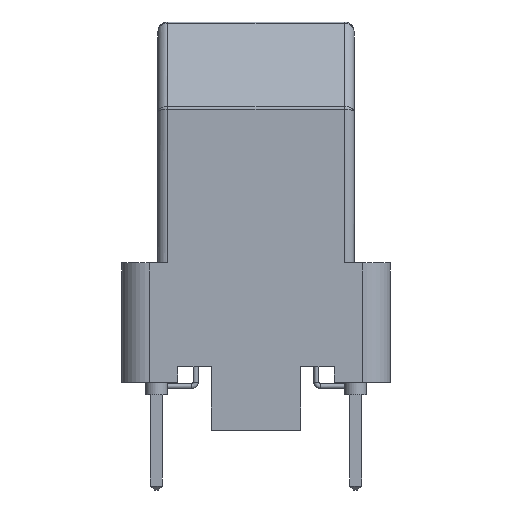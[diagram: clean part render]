
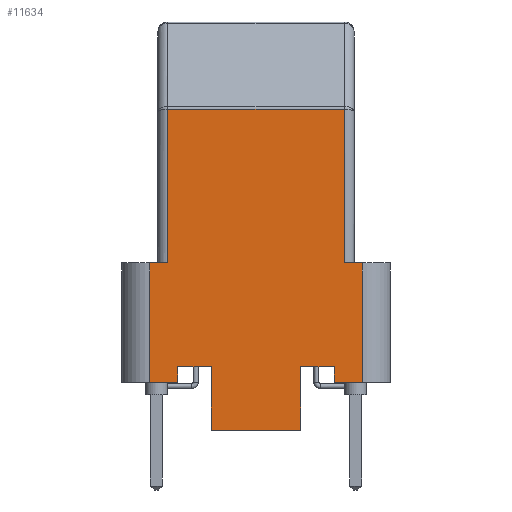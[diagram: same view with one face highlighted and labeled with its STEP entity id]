
A CAD part, front view. The second image highlights one B-rep face of the part: STEP entity #11634.
In plain terms, the highlighted face is planar.
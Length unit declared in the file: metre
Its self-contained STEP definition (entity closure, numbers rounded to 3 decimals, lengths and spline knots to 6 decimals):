
#246=LINE('',#19255,#854);
#265=LINE('',#19324,#873);
#268=LINE('',#19330,#876);
#273=LINE('',#19339,#881);
#274=LINE('',#19341,#882);
#498=LINE('',#21211,#1106);
#503=LINE('',#21253,#1111);
#514=LINE('',#21275,#1122);
#515=LINE('',#21277,#1123);
#516=LINE('',#21279,#1124);
#517=LINE('',#21281,#1125);
#518=LINE('',#21283,#1126);
#519=LINE('',#21284,#1127);
#520=LINE('',#21286,#1128);
#521=LINE('',#21288,#1129);
#522=LINE('',#21290,#1130);
#854=VECTOR('',#13343,1.);
#873=VECTOR('',#13410,1.);
#876=VECTOR('',#13415,1.);
#881=VECTOR('',#13424,1.);
#882=VECTOR('',#13427,1.);
#1106=VECTOR('',#13913,1.);
#1111=VECTOR('',#13926,1.);
#1122=VECTOR('',#13949,1.);
#1123=VECTOR('',#13950,1.);
#1124=VECTOR('',#13951,1.);
#1125=VECTOR('',#13952,1.);
#1126=VECTOR('',#13953,1.);
#1127=VECTOR('',#13954,1.);
#1128=VECTOR('',#13955,1.);
#1129=VECTOR('',#13956,1.);
#1130=VECTOR('',#13957,1.);
#1421=PLANE('',#12294);
#3065=ORIENTED_EDGE('',*,*,#4149,.T.);
#3066=ORIENTED_EDGE('',*,*,#4148,.F.);
#3067=ORIENTED_EDGE('',*,*,#4140,.F.);
#3068=ORIENTED_EDGE('',*,*,#4143,.T.);
#3069=ORIENTED_EDGE('',*,*,#4111,.T.);
#3070=ORIENTED_EDGE('',*,*,#4496,.T.);
#3071=ORIENTED_EDGE('',*,*,#4497,.F.);
#3072=ORIENTED_EDGE('',*,*,#4498,.F.);
#3073=ORIENTED_EDGE('',*,*,#4499,.T.);
#3074=ORIENTED_EDGE('',*,*,#4500,.T.);
#3075=ORIENTED_EDGE('',*,*,#4476,.F.);
#3076=ORIENTED_EDGE('',*,*,#4484,.F.);
#3077=ORIENTED_EDGE('',*,*,#4501,.F.);
#3078=ORIENTED_EDGE('',*,*,#4502,.T.);
#3079=ORIENTED_EDGE('',*,*,#4503,.T.);
#3080=ORIENTED_EDGE('',*,*,#4504,.F.);
#4111=EDGE_CURVE('',#5042,#5044,#246,.T.);
#4140=EDGE_CURVE('',#5070,#5071,#265,.T.);
#4143=EDGE_CURVE('',#5070,#5042,#268,.T.);
#4148=EDGE_CURVE('',#5071,#5073,#273,.T.);
#4149=EDGE_CURVE('',#5075,#5073,#274,.T.);
#4476=EDGE_CURVE('',#5303,#5300,#498,.T.);
#4484=EDGE_CURVE('',#5304,#5303,#503,.T.);
#4496=EDGE_CURVE('',#5044,#5310,#514,.T.);
#4497=EDGE_CURVE('',#5311,#5310,#515,.T.);
#4498=EDGE_CURVE('',#5312,#5311,#516,.T.);
#4499=EDGE_CURVE('',#5312,#5313,#517,.T.);
#4500=EDGE_CURVE('',#5313,#5300,#518,.T.);
#4501=EDGE_CURVE('',#5314,#5304,#519,.T.);
#4502=EDGE_CURVE('',#5314,#5315,#520,.T.);
#4503=EDGE_CURVE('',#5315,#5316,#521,.T.);
#4504=EDGE_CURVE('',#5075,#5316,#522,.T.);
#5042=VERTEX_POINT('',#19250);
#5044=VERTEX_POINT('',#19254);
#5070=VERTEX_POINT('',#19323);
#5071=VERTEX_POINT('',#19325);
#5073=VERTEX_POINT('',#19336);
#5075=VERTEX_POINT('',#19342);
#5300=VERTEX_POINT('',#21131);
#5303=VERTEX_POINT('',#21210);
#5304=VERTEX_POINT('',#21252);
#5310=VERTEX_POINT('',#21276);
#5311=VERTEX_POINT('',#21278);
#5312=VERTEX_POINT('',#21280);
#5313=VERTEX_POINT('',#21282);
#5314=VERTEX_POINT('',#21285);
#5315=VERTEX_POINT('',#21287);
#5316=VERTEX_POINT('',#21289);
#6298=EDGE_LOOP('',(#3065,#3066,#3067,#3068,#3069,#3070,#3071,#3072,#3073,
#3074,#3075,#3076,#3077,#3078,#3079,#3080));
#7130=FACE_BOUND('',#6298,.T.);
#11634=ADVANCED_FACE('',(#7130),#1421,.F.);
#12294=AXIS2_PLACEMENT_3D('',#21274,#13947,#13948);
#13343=DIRECTION('',(0.,1.,0.));
#13410=DIRECTION('',(0.,-1.,0.));
#13415=DIRECTION('',(0.,0.,1.));
#13424=DIRECTION('',(0.,0.,1.));
#13427=DIRECTION('',(0.,1.,0.));
#13913=DIRECTION('',(0.,1.,0.));
#13926=DIRECTION('',(0.,0.,1.));
#13947=DIRECTION('',(-1.,0.,0.));
#13948=DIRECTION('',(0.,0.,1.));
#13949=DIRECTION('',(0.,0.,-1.));
#13950=DIRECTION('',(0.,-1.,0.));
#13951=DIRECTION('',(0.,0.,-1.));
#13952=DIRECTION('',(0.,-1.,0.));
#13953=DIRECTION('',(0.,0.,1.));
#13954=DIRECTION('',(0.,1.,0.));
#13955=DIRECTION('',(0.,0.,-1.));
#13956=DIRECTION('',(0.,1.,0.));
#13957=DIRECTION('',(0.,0.,-1.));
#19250=CARTESIAN_POINT('',(0.00925,0.00225,0.));
#19254=CARTESIAN_POINT('',(0.00925,0.003925,0.));
#19255=CARTESIAN_POINT('',(0.00925,-0.004925,0.));
#19323=CARTESIAN_POINT('',(0.00925,0.00225,-0.0032));
#19324=CARTESIAN_POINT('',(0.00925,0.00225,-0.0032));
#19325=CARTESIAN_POINT('',(0.00925,-0.00225,-0.0032));
#19330=CARTESIAN_POINT('',(0.00925,0.00225,-0.0032));
#19336=CARTESIAN_POINT('',(0.00925,-0.00225,0.));
#19339=CARTESIAN_POINT('',(0.00925,-0.00225,-0.0032));
#19341=CARTESIAN_POINT('',(0.00925,-0.004925,0.));
#19342=CARTESIAN_POINT('',(0.00925,-0.003925,0.));
#21131=CARTESIAN_POINT('',(0.00925,0.004425,0.012917));
#21210=CARTESIAN_POINT('',(0.00925,-0.004425,0.012917));
#21211=CARTESIAN_POINT('',(0.00925,-0.004925,0.012917));
#21252=CARTESIAN_POINT('',(0.00925,-0.004425,0.0052));
#21253=CARTESIAN_POINT('',(0.00925,-0.004425,0.));
#21274=CARTESIAN_POINT('',(0.00925,-0.004925,0.));
#21275=CARTESIAN_POINT('',(0.00925,0.003925,0.0052));
#21276=CARTESIAN_POINT('',(0.00925,0.003925,-0.0008));
#21277=CARTESIAN_POINT('',(0.00925,0.005338,-0.0008));
#21278=CARTESIAN_POINT('',(0.00925,0.005338,-0.0008));
#21279=CARTESIAN_POINT('',(0.00925,0.005338,0.0052));
#21280=CARTESIAN_POINT('',(0.00925,0.005338,0.0052));
#21281=CARTESIAN_POINT('',(0.00925,0.005338,0.0052));
#21282=CARTESIAN_POINT('',(0.00925,0.004425,0.0052));
#21283=CARTESIAN_POINT('',(0.00925,0.004425,0.));
#21284=CARTESIAN_POINT('',(0.00925,-0.005338,0.0052));
#21285=CARTESIAN_POINT('',(0.00925,-0.005338,0.0052));
#21286=CARTESIAN_POINT('',(0.00925,-0.005338,0.0052));
#21287=CARTESIAN_POINT('',(0.00925,-0.005338,-0.0008));
#21288=CARTESIAN_POINT('',(0.00925,-0.005338,-0.0008));
#21289=CARTESIAN_POINT('',(0.00925,-0.003925,-0.0008));
#21290=CARTESIAN_POINT('',(0.00925,-0.003925,0.0052));
